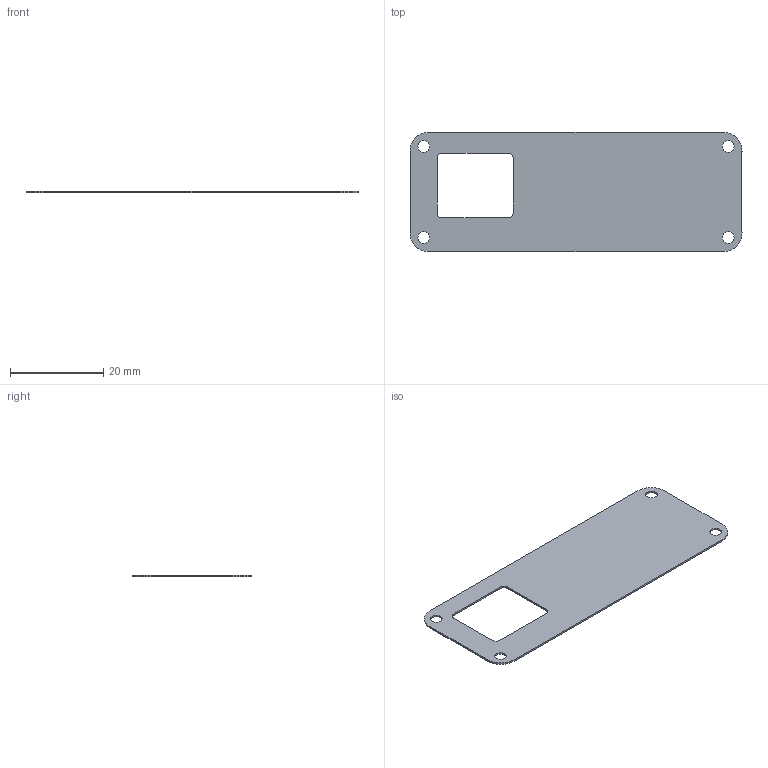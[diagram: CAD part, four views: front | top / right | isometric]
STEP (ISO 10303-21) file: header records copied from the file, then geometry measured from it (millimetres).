
FILE_DESCRIPTION(('Open CASCADE Model'),'2;1');
FILE_NAME('Open CASCADE Shape Model','2013-12-10T21:58:44',('Author'),( 'Open CASCADE'),'Open CASCADE STEP processor 6.2','Open CASCADE 6.2' ,'Unknown');
FILE_SCHEMA(('AUTOMOTIVE_DESIGN_CC2 { 1 2 10303 214 -1 1 5 4 }'));
Length unit declared in the file: millimetre
Products named in the file (2): PCB; Board
Assembly tree (1 placements, depth 2):
  PCB
    Board
Bounding box: 71.02 x 25.52 x 0.39 mm (x, y, z)
Volume: 607.9 mm3; surface area: 3216.3 mm2
Topology: 1 solids, 1 shells, 178 faces, 528 edges, 352 vertices
Faces by surface type: plane 178
Entity records: 12755 total; most frequent: CARTESIAN_POINT 2116, DIRECTION 1944, LINE 1584, VECTOR 1584, ORIENTED_EDGE 1056, PCURVE 1056, DEFINITIONAL_REPRESENTATION 1056, EDGE_CURVE 528
